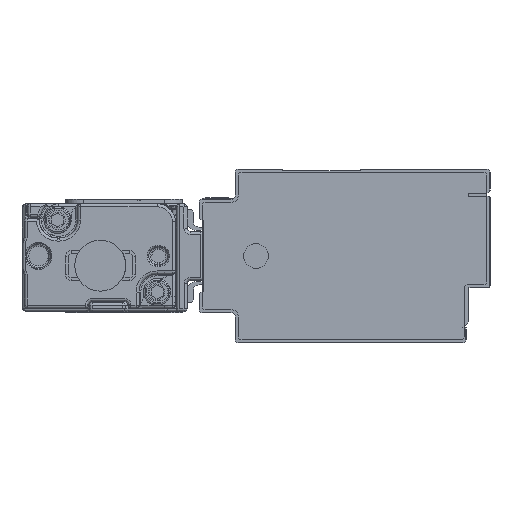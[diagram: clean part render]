
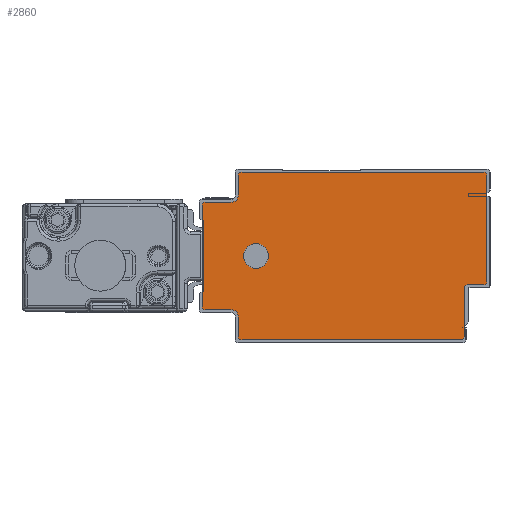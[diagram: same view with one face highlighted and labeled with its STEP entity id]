
A CAD part, left-side view. The second image highlights one B-rep face of the part: STEP entity #2860.
In plain terms, the highlighted planar face has unit normal (-1, 0, 0).
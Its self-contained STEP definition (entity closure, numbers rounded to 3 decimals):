
#1397=AXIS2_PLACEMENT_3D('Circle Axis2P3D',#1395,#1396,$) ;
#1435=AXIS2_PLACEMENT_3D('Circle Axis2P3D',#1433,#1434,$) ;
#1473=AXIS2_PLACEMENT_3D('Circle Axis2P3D',#1471,#1472,$) ;
#1511=AXIS2_PLACEMENT_3D('Circle Axis2P3D',#1509,#1510,$) ;
#2730=AXIS2_PLACEMENT_3D('Circle Axis2P3D',#2728,#2729,$) ;
#2750=AXIS2_PLACEMENT_3D('Plane Axis2P3D',#2747,#2748,#2749) ;
#2754=AXIS2_PLACEMENT_3D('Circle Axis2P3D',#2752,#2753,$) ;
#2768=AXIS2_PLACEMENT_3D('Circle Axis2P3D',#2766,#2767,$) ;
#2782=AXIS2_PLACEMENT_3D('Circle Axis2P3D',#2780,#2781,$) ;
#2796=AXIS2_PLACEMENT_3D('Circle Axis2P3D',#2794,#2795,$) ;
#2810=AXIS2_PLACEMENT_3D('Circle Axis2P3D',#2808,#2809,$) ;
#2844=AXIS2_PLACEMENT_3D('Circle Axis2P3D',#2842,#2843,$) ;
#2853=AXIS2_PLACEMENT_3D('Circle Axis2P3D',#2851,#2852,$) ;
#1353=CARTESIAN_POINT('Line Origine',(-675.5,-3.5,19.1)) ;
#1357=CARTESIAN_POINT('Vertex',(-675.5,-3.5,28.)) ;
#1359=CARTESIAN_POINT('Vertex',(-675.5,-3.5,10.2)) ;
#1395=CARTESIAN_POINT('Axis2P3D Location',(-675.5,-3.,28.)) ;
#1399=CARTESIAN_POINT('Vertex',(-675.5,-3.,28.5)) ;
#1414=CARTESIAN_POINT('Line Origine',(-675.5,17.25,28.5)) ;
#1418=CARTESIAN_POINT('Vertex',(-675.5,37.5,28.5)) ;
#1433=CARTESIAN_POINT('Axis2P3D Location',(-675.5,37.5,28.)) ;
#1437=CARTESIAN_POINT('Vertex',(-675.5,38.,28.)) ;
#1452=CARTESIAN_POINT('Line Origine',(-675.5,38.,26.25)) ;
#1456=CARTESIAN_POINT('Vertex',(-675.5,38.,24.5)) ;
#1471=CARTESIAN_POINT('Axis2P3D Location',(-675.5,39.,24.5)) ;
#1475=CARTESIAN_POINT('Vertex',(-675.5,39.,23.5)) ;
#1490=CARTESIAN_POINT('Line Origine',(-675.5,41.25,23.5)) ;
#1494=CARTESIAN_POINT('Vertex',(-675.5,43.5,23.5)) ;
#1509=CARTESIAN_POINT('Axis2P3D Location',(-675.5,43.5,23.)) ;
#1513=CARTESIAN_POINT('Vertex',(-675.5,44.,23.)) ;
#1528=CARTESIAN_POINT('Line Origine',(-675.5,44.,14.5)) ;
#1532=CARTESIAN_POINT('Vertex',(-675.5,44.,6.)) ;
#2728=CARTESIAN_POINT('Axis2P3D Location',(-675.5,-3.,10.2)) ;
#2732=CARTESIAN_POINT('Vertex',(-675.5,-3.,9.7)) ;
#2747=CARTESIAN_POINT('Axis2P3D Location',(-675.5,0.,0.)) ;
#2752=CARTESIAN_POINT('Axis2P3D Location',(-675.5,43.5,6.)) ;
#2756=CARTESIAN_POINT('Vertex',(-675.5,43.5,5.5)) ;
#2759=CARTESIAN_POINT('Line Origine',(-675.5,41.25,5.5)) ;
#2763=CARTESIAN_POINT('Vertex',(-675.5,39.,5.5)) ;
#2766=CARTESIAN_POINT('Axis2P3D Location',(-675.5,39.,4.5)) ;
#2770=CARTESIAN_POINT('Vertex',(-675.5,38.,4.5)) ;
#2773=CARTESIAN_POINT('Line Origine',(-675.5,38.,2.75)) ;
#2777=CARTESIAN_POINT('Vertex',(-675.5,38.,1.)) ;
#2780=CARTESIAN_POINT('Axis2P3D Location',(-675.5,37.5,1.)) ;
#2784=CARTESIAN_POINT('Vertex',(-675.5,37.5,0.5)) ;
#2787=CARTESIAN_POINT('Line Origine',(-675.5,19.15,0.5)) ;
#2791=CARTESIAN_POINT('Vertex',(-675.5,0.8,0.5)) ;
#2794=CARTESIAN_POINT('Axis2P3D Location',(-675.5,0.8,1.)) ;
#2798=CARTESIAN_POINT('Vertex',(-675.5,0.3,1.)) ;
#2801=CARTESIAN_POINT('Line Origine',(-675.5,0.3,5.1)) ;
#2805=CARTESIAN_POINT('Vertex',(-675.5,0.3,9.2)) ;
#2808=CARTESIAN_POINT('Axis2P3D Location',(-675.5,-0.2,9.2)) ;
#2812=CARTESIAN_POINT('Vertex',(-675.5,-0.2,9.7)) ;
#2815=CARTESIAN_POINT('Line Origine',(-675.5,-1.6,9.7)) ;
#2842=CARTESIAN_POINT('Axis2P3D Location',(-675.5,35.,14.5)) ;
#2846=CARTESIAN_POINT('Vertex',(-675.5,33.186,13.509)) ;
#2848=CARTESIAN_POINT('Vertex',(-675.5,36.814,15.491)) ;
#2851=CARTESIAN_POINT('Axis2P3D Location',(-675.5,35.,14.5)) ;
#1354=DIRECTION('Vector Direction',(0.,0.,-1.)) ;
#1396=DIRECTION('Axis2P3D Direction',(1.,0.,0.)) ;
#1415=DIRECTION('Vector Direction',(0.,1.,0.)) ;
#1434=DIRECTION('Axis2P3D Direction',(1.,0.,0.)) ;
#1453=DIRECTION('Vector Direction',(0.,0.,1.)) ;
#1472=DIRECTION('Axis2P3D Direction',(1.,0.,0.)) ;
#1491=DIRECTION('Vector Direction',(0.,1.,0.)) ;
#1510=DIRECTION('Axis2P3D Direction',(1.,0.,0.)) ;
#1529=DIRECTION('Vector Direction',(0.,0.,1.)) ;
#2729=DIRECTION('Axis2P3D Direction',(1.,0.,0.)) ;
#2748=DIRECTION('Axis2P3D Direction',(1.,0.,0.)) ;
#2749=DIRECTION('Axis2P3D XDirection',(0.,1.,0.)) ;
#2753=DIRECTION('Axis2P3D Direction',(1.,0.,0.)) ;
#2760=DIRECTION('Vector Direction',(0.,-1.,0.)) ;
#2767=DIRECTION('Axis2P3D Direction',(1.,0.,0.)) ;
#2774=DIRECTION('Vector Direction',(0.,0.,1.)) ;
#2781=DIRECTION('Axis2P3D Direction',(1.,0.,0.)) ;
#2788=DIRECTION('Vector Direction',(0.,-1.,0.)) ;
#2795=DIRECTION('Axis2P3D Direction',(1.,0.,0.)) ;
#2802=DIRECTION('Vector Direction',(0.,0.,-1.)) ;
#2809=DIRECTION('Axis2P3D Direction',(1.,0.,0.)) ;
#2816=DIRECTION('Vector Direction',(0.,1.,0.)) ;
#2843=DIRECTION('Axis2P3D Direction',(1.,0.,0.)) ;
#2852=DIRECTION('Axis2P3D Direction',(1.,0.,0.)) ;
#1355=VECTOR('Line Direction',#1354,1.) ;
#1416=VECTOR('Line Direction',#1415,1.) ;
#1454=VECTOR('Line Direction',#1453,1.) ;
#1492=VECTOR('Line Direction',#1491,1.) ;
#1530=VECTOR('Line Direction',#1529,1.) ;
#2761=VECTOR('Line Direction',#2760,1.) ;
#2775=VECTOR('Line Direction',#2774,1.) ;
#2789=VECTOR('Line Direction',#2788,1.) ;
#2803=VECTOR('Line Direction',#2802,1.) ;
#2817=VECTOR('Line Direction',#2816,1.) ;
#2821=ORIENTED_EDGE('',*,*,#1420,.F.) ;
#2822=ORIENTED_EDGE('',*,*,#1439,.F.) ;
#2823=ORIENTED_EDGE('',*,*,#1458,.F.) ;
#2824=ORIENTED_EDGE('',*,*,#1477,.F.) ;
#2825=ORIENTED_EDGE('',*,*,#1496,.F.) ;
#2826=ORIENTED_EDGE('',*,*,#1515,.F.) ;
#2827=ORIENTED_EDGE('',*,*,#1534,.F.) ;
#2828=ORIENTED_EDGE('',*,*,#2758,.F.) ;
#2829=ORIENTED_EDGE('',*,*,#2765,.F.) ;
#2830=ORIENTED_EDGE('',*,*,#2772,.F.) ;
#2831=ORIENTED_EDGE('',*,*,#2779,.F.) ;
#2832=ORIENTED_EDGE('',*,*,#2786,.F.) ;
#2833=ORIENTED_EDGE('',*,*,#2793,.F.) ;
#2834=ORIENTED_EDGE('',*,*,#2800,.F.) ;
#2835=ORIENTED_EDGE('',*,*,#2807,.F.) ;
#2836=ORIENTED_EDGE('',*,*,#2814,.F.) ;
#2837=ORIENTED_EDGE('',*,*,#2819,.F.) ;
#2838=ORIENTED_EDGE('',*,*,#2734,.F.) ;
#2839=ORIENTED_EDGE('',*,*,#1361,.F.) ;
#2840=ORIENTED_EDGE('',*,*,#1401,.F.) ;
#2857=ORIENTED_EDGE('',*,*,#2850,.T.) ;
#2858=ORIENTED_EDGE('',*,*,#2855,.T.) ;
#2859=FACE_BOUND('',#2856,.T.) ;
#2860=ADVANCED_FACE('\X2\FF8EFF9EFF83FF9EFF68FF70\X0\.2',(#2841,#2859),#2751,.F.) ;
#1398=CIRCLE('generated circle',#1397,0.5) ;
#1436=CIRCLE('generated circle',#1435,0.5) ;
#1474=CIRCLE('generated circle',#1473,1.) ;
#1512=CIRCLE('generated circle',#1511,0.5) ;
#2731=CIRCLE('generated circle',#2730,0.5) ;
#2755=CIRCLE('generated circle',#2754,0.5) ;
#2769=CIRCLE('generated circle',#2768,1.) ;
#2783=CIRCLE('generated circle',#2782,0.5) ;
#2797=CIRCLE('generated circle',#2796,0.5) ;
#2811=CIRCLE('generated circle',#2810,0.5) ;
#2845=CIRCLE('generated circle',#2844,2.067) ;
#2854=CIRCLE('generated circle',#2853,2.067) ;
#1361=EDGE_CURVE('',#1358,#1360,#1356,.T.) ;
#1401=EDGE_CURVE('',#1400,#1358,#1398,.T.) ;
#1420=EDGE_CURVE('',#1419,#1400,#1417,.F.) ;
#1439=EDGE_CURVE('',#1438,#1419,#1436,.T.) ;
#1458=EDGE_CURVE('',#1457,#1438,#1455,.T.) ;
#1477=EDGE_CURVE('',#1476,#1457,#1474,.F.) ;
#1496=EDGE_CURVE('',#1495,#1476,#1493,.F.) ;
#1515=EDGE_CURVE('',#1514,#1495,#1512,.T.) ;
#1534=EDGE_CURVE('',#1533,#1514,#1531,.T.) ;
#2734=EDGE_CURVE('',#1360,#2733,#2731,.T.) ;
#2758=EDGE_CURVE('',#2757,#1533,#2755,.T.) ;
#2765=EDGE_CURVE('',#2764,#2757,#2762,.F.) ;
#2772=EDGE_CURVE('',#2771,#2764,#2769,.F.) ;
#2779=EDGE_CURVE('',#2778,#2771,#2776,.T.) ;
#2786=EDGE_CURVE('',#2785,#2778,#2783,.T.) ;
#2793=EDGE_CURVE('',#2792,#2785,#2790,.F.) ;
#2800=EDGE_CURVE('',#2799,#2792,#2797,.T.) ;
#2807=EDGE_CURVE('',#2806,#2799,#2804,.T.) ;
#2814=EDGE_CURVE('',#2813,#2806,#2811,.F.) ;
#2819=EDGE_CURVE('',#2733,#2813,#2818,.T.) ;
#2850=EDGE_CURVE('',#2847,#2849,#2845,.T.) ;
#2855=EDGE_CURVE('',#2849,#2847,#2854,.T.) ;
#2820=EDGE_LOOP('',(#2821,#2822,#2823,#2824,#2825,#2826,#2827,#2828,#2829,#2830,#2831,#2832,#2833,#2834,#2835,#2836,#2837,#2838,#2839,#2840)) ;
#2856=EDGE_LOOP('',(#2857,#2858)) ;
#2841=FACE_OUTER_BOUND('',#2820,.T.) ;
#1356=LINE('Line',#1353,#1355) ;
#1417=LINE('Line',#1414,#1416) ;
#1455=LINE('Line',#1452,#1454) ;
#1493=LINE('Line',#1490,#1492) ;
#1531=LINE('Line',#1528,#1530) ;
#2762=LINE('Line',#2759,#2761) ;
#2776=LINE('Line',#2773,#2775) ;
#2790=LINE('Line',#2787,#2789) ;
#2804=LINE('Line',#2801,#2803) ;
#2818=LINE('Line',#2815,#2817) ;
#2751=PLANE('Plane',#2750) ;
#1358=VERTEX_POINT('',#1357) ;
#1360=VERTEX_POINT('',#1359) ;
#1400=VERTEX_POINT('',#1399) ;
#1419=VERTEX_POINT('',#1418) ;
#1438=VERTEX_POINT('',#1437) ;
#1457=VERTEX_POINT('',#1456) ;
#1476=VERTEX_POINT('',#1475) ;
#1495=VERTEX_POINT('',#1494) ;
#1514=VERTEX_POINT('',#1513) ;
#1533=VERTEX_POINT('',#1532) ;
#2733=VERTEX_POINT('',#2732) ;
#2757=VERTEX_POINT('',#2756) ;
#2764=VERTEX_POINT('',#2763) ;
#2771=VERTEX_POINT('',#2770) ;
#2778=VERTEX_POINT('',#2777) ;
#2785=VERTEX_POINT('',#2784) ;
#2792=VERTEX_POINT('',#2791) ;
#2799=VERTEX_POINT('',#2798) ;
#2806=VERTEX_POINT('',#2805) ;
#2813=VERTEX_POINT('',#2812) ;
#2847=VERTEX_POINT('',#2846) ;
#2849=VERTEX_POINT('',#2848) ;
